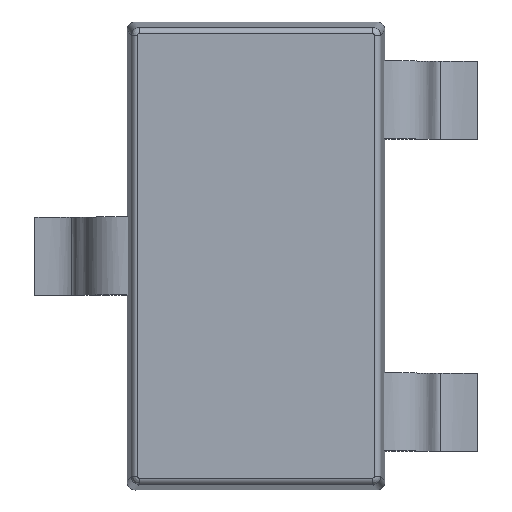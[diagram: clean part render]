
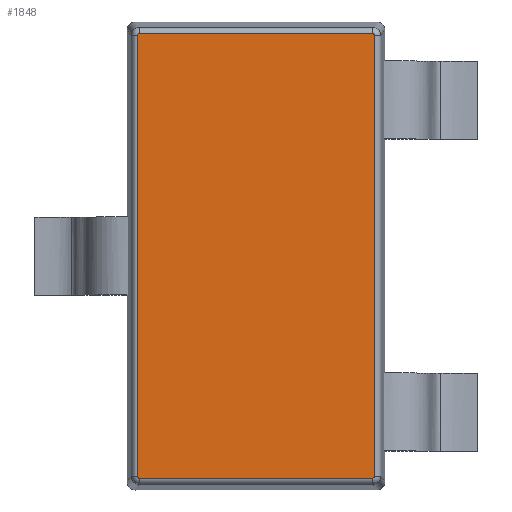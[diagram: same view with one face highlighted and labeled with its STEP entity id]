
A CAD part, top view. The second image highlights one B-rep face of the part: STEP entity #1848.
In plain terms, the highlighted planar face has unit normal (0, 0, 1).
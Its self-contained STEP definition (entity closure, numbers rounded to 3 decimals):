
#241 = CARTESIAN_POINT ( 'NONE',  ( -0.756, -1.424, 1.205 ) ) ;
#242 = CARTESIAN_POINT ( 'NONE',  ( -0.759, -1.421, 1.205 ) ) ;
#275 = CARTESIAN_POINT ( 'NONE',  ( 0.749, 1.424, 1.205 ) ) ;
#279 = DIRECTION ( 'NONE',  ( 0., 1., 0. ) ) ;
#280 = VECTOR ( 'NONE', #279, 1000. ) ;
#281 = CARTESIAN_POINT ( 'NONE',  ( 0.759, -1.5, 1.205 ) ) ;
#282 = LINE ( 'NONE', #281, #280 ) ;
#283 = CARTESIAN_POINT ( 'NONE',  ( 0.759, 1.414, 1.205 ) ) ;
#298 = CARTESIAN_POINT ( 'NONE',  ( 0.759, -1.414, 1.205 ) ) ;
#573 = CARTESIAN_POINT ( 'NONE',  ( 0.759, 1.414, 1.205 ) ) ;
#587 = CARTESIAN_POINT ( 'NONE',  ( -0.759, -1.414, 1.205 ) ) ;
#589 = B_SPLINE_CURVE_WITH_KNOTS ( 'NONE', 3,
 ( #587, #242, #241, #675 ),
 .UNSPECIFIED., .F., .F.,
 ( 4, 4 ),
 ( 0., 1. ),
 .UNSPECIFIED. ) ;
#598 = CARTESIAN_POINT ( 'NONE',  ( 0.756, 1.424, 1.205 ) ) ;
#599 = CARTESIAN_POINT ( 'NONE',  ( 0.759, 1.421, 1.205 ) ) ;
#637 = CARTESIAN_POINT ( 'NONE',  ( -0.749, -1.424, 1.205 ) ) ;
#654 = B_SPLINE_CURVE_WITH_KNOTS ( 'NONE', 3,
 ( #573, #599, #598, #655 ),
 .UNSPECIFIED., .F., .F.,
 ( 4, 4 ),
 ( 0., 1. ),
 .UNSPECIFIED. ) ;
#655 = CARTESIAN_POINT ( 'NONE',  ( 0.749, 1.424, 1.205 ) ) ;
#675 = CARTESIAN_POINT ( 'NONE',  ( -0.749, -1.424, 1.205 ) ) ;
#683 = CARTESIAN_POINT ( 'NONE',  ( -0.759, -1.414, 1.205 ) ) ;
#751 = DIRECTION ( 'NONE',  ( 1., 0., 0. ) ) ;
#752 = VECTOR ( 'NONE', #751, 1000. ) ;
#753 = CARTESIAN_POINT ( 'NONE',  ( -0.797, -1.424, 1.205 ) ) ;
#754 = LINE ( 'NONE', #753, #752 ) ;
#758 = CARTESIAN_POINT ( 'NONE',  ( 0.749, -1.424, 1.205 ) ) ;
#1666 = VERTEX_POINT ( 'NONE', #683 ) ;
#1668 = VERTEX_POINT ( 'NONE', #758 ) ;
#1670 = EDGE_CURVE ( 'NONE', #1765, #1668, #754, .T. ) ;
#1744 = EDGE_CURVE ( 'NONE', #1895, #1903, #654, .T. ) ;
#1765 = VERTEX_POINT ( 'NONE', #637 ) ;
#1767 = EDGE_CURVE ( 'NONE', #1666, #1765, #589, .T. ) ;
#1783 = EDGE_CURVE ( 'NONE', #1784, #1666, #2518, .T. ) ;
#1784 = VERTEX_POINT ( 'NONE', #2484 ) ;
#1829 = ORIENTED_EDGE ( 'NONE', *, *, #1865, .T. ) ;
#1830 = ORIENTED_EDGE ( 'NONE', *, *, #1897, .T. ) ;
#1831 = ORIENTED_EDGE ( 'NONE', *, *, #1744, .T. ) ;
#1848 = ADVANCED_FACE ( 'NONE', ( #2301 ), #2298, .T. ) ;
#1849 = EDGE_LOOP ( 'NONE', ( #1850, #1851, #1852, #1853, #1854, #1829, #1830, #1831 ) ) ;
#1850 = ORIENTED_EDGE ( 'NONE', *, *, #1874, .T. ) ;
#1851 = ORIENTED_EDGE ( 'NONE', *, *, #1863, .T. ) ;
#1852 = ORIENTED_EDGE ( 'NONE', *, *, #1783, .T. ) ;
#1853 = ORIENTED_EDGE ( 'NONE', *, *, #1767, .T. ) ;
#1854 = ORIENTED_EDGE ( 'NONE', *, *, #1670, .T. ) ;
#1863 = EDGE_CURVE ( 'NONE', #1872, #1784, #2353, .T. ) ;
#1865 = EDGE_CURVE ( 'NONE', #1668, #1921, #2348, .T. ) ;
#1872 = VERTEX_POINT ( 'NONE', #2332 ) ;
#1874 = EDGE_CURVE ( 'NONE', #1903, #1872, #2331, .T. ) ;
#1895 = VERTEX_POINT ( 'NONE', #283 ) ;
#1897 = EDGE_CURVE ( 'NONE', #1921, #1895, #282, .T. ) ;
#1903 = VERTEX_POINT ( 'NONE', #275 ) ;
#1921 = VERTEX_POINT ( 'NONE', #298 ) ;
#2168 = DIRECTION ( 'NONE',  ( 0., -1., 0. ) ) ;
#2293 = DIRECTION ( 'NONE',  ( 1., 0., 0. ) ) ;
#2294 = DIRECTION ( 'NONE',  ( 0., 0., 1. ) ) ;
#2295 = CARTESIAN_POINT ( 'NONE',  ( -0.797, -1.5, 1.205 ) ) ;
#2296 = AXIS2_PLACEMENT_3D ( 'NONE', #2295, #2294, #2293 ) ;
#2298 = PLANE ( 'NONE',  #2296 ) ;
#2301 = FACE_OUTER_BOUND ( 'NONE', #1849, .T. ) ;
#2328 = DIRECTION ( 'NONE',  ( -1., 0., 0. ) ) ;
#2329 = VECTOR ( 'NONE', #2328, 1000. ) ;
#2330 = CARTESIAN_POINT ( 'NONE',  ( -0.797, 1.424, 1.205 ) ) ;
#2331 = LINE ( 'NONE', #2330, #2329 ) ;
#2332 = CARTESIAN_POINT ( 'NONE',  ( -0.749, 1.424, 1.205 ) ) ;
#2343 = CARTESIAN_POINT ( 'NONE',  ( 0.759, -1.414, 1.205 ) ) ;
#2344 = CARTESIAN_POINT ( 'NONE',  ( 0.759, -1.421, 1.205 ) ) ;
#2345 = CARTESIAN_POINT ( 'NONE',  ( 0.756, -1.424, 1.205 ) ) ;
#2346 = CARTESIAN_POINT ( 'NONE',  ( 0.749, -1.424, 1.205 ) ) ;
#2348 = B_SPLINE_CURVE_WITH_KNOTS ( 'NONE', 3,
 ( #2346, #2345, #2344, #2343 ),
 .UNSPECIFIED., .F., .F.,
 ( 4, 4 ),
 ( 0., 1. ),
 .UNSPECIFIED. ) ;
#2349 = CARTESIAN_POINT ( 'NONE',  ( -0.759, 1.414, 1.205 ) ) ;
#2350 = CARTESIAN_POINT ( 'NONE',  ( -0.759, 1.421, 1.205 ) ) ;
#2351 = CARTESIAN_POINT ( 'NONE',  ( -0.756, 1.424, 1.205 ) ) ;
#2352 = CARTESIAN_POINT ( 'NONE',  ( -0.749, 1.424, 1.205 ) ) ;
#2353 = B_SPLINE_CURVE_WITH_KNOTS ( 'NONE', 3,
 ( #2352, #2351, #2350, #2349 ),
 .UNSPECIFIED., .F., .F.,
 ( 4, 4 ),
 ( 0., 1. ),
 .UNSPECIFIED. ) ;
#2484 = CARTESIAN_POINT ( 'NONE',  ( -0.759, 1.414, 1.205 ) ) ;
#2510 = VECTOR ( 'NONE', #2168, 1000. ) ;
#2511 = CARTESIAN_POINT ( 'NONE',  ( -0.759, -1.5, 1.205 ) ) ;
#2518 = LINE ( 'NONE', #2511, #2510 ) ;
